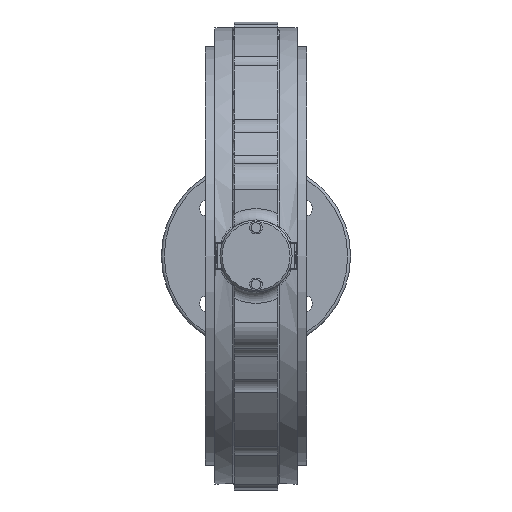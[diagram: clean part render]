
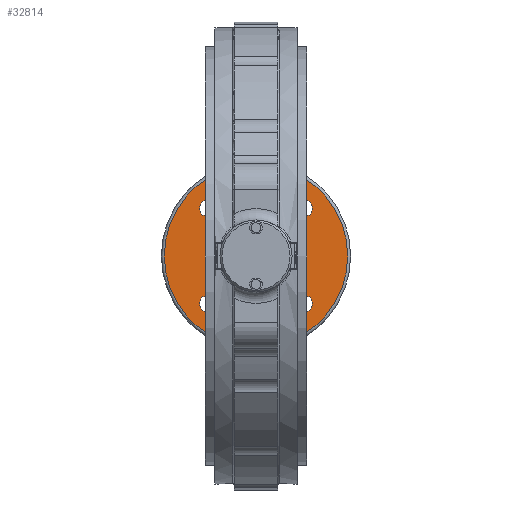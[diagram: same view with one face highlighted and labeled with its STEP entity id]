
A CAD part, front view. The second image highlights one B-rep face of the part: STEP entity #32814.
In plain terms, the highlighted planar face has unit normal (0, -1, 0).
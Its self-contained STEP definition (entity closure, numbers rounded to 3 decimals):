
#678=FACE_BOUND('',#3329,.T.);
#679=FACE_BOUND('',#3330,.T.);
#680=FACE_BOUND('',#3331,.T.);
#681=FACE_BOUND('',#3332,.T.);
#682=FACE_BOUND('',#3333,.T.);
#929=PLANE('',#34516);
#1772=FACE_OUTER_BOUND('',#3328,.T.);
#3328=EDGE_LOOP('',(#22856));
#3329=EDGE_LOOP('',(#22857));
#3330=EDGE_LOOP('',(#22858));
#3331=EDGE_LOOP('',(#22859));
#3332=EDGE_LOOP('',(#22860));
#3333=EDGE_LOOP('',(#22861));
#6922=CIRCLE('',#34517,95.5);
#6923=CIRCLE('',#34518,9.);
#6924=CIRCLE('',#34519,9.);
#6925=CIRCLE('',#34520,9.);
#6926=CIRCLE('',#34521,9.);
#6927=CIRCLE('',#34522,44.);
#13558=VERTEX_POINT('',#50823);
#13559=VERTEX_POINT('',#50825);
#13560=VERTEX_POINT('',#50827);
#13561=VERTEX_POINT('',#50829);
#13562=VERTEX_POINT('',#50831);
#13563=VERTEX_POINT('',#50833);
#17585=EDGE_CURVE('',#13558,#13558,#6922,.F.);
#17586=EDGE_CURVE('',#13559,#13559,#6923,.F.);
#17587=EDGE_CURVE('',#13560,#13560,#6924,.F.);
#17588=EDGE_CURVE('',#13561,#13561,#6925,.F.);
#17589=EDGE_CURVE('',#13562,#13562,#6926,.F.);
#17590=EDGE_CURVE('',#13563,#13563,#6927,.T.);
#22856=ORIENTED_EDGE('',*,*,#17585,.T.);
#22857=ORIENTED_EDGE('',*,*,#17586,.F.);
#22858=ORIENTED_EDGE('',*,*,#17587,.F.);
#22859=ORIENTED_EDGE('',*,*,#17588,.F.);
#22860=ORIENTED_EDGE('',*,*,#17589,.F.);
#22861=ORIENTED_EDGE('',*,*,#17590,.T.);
#32814=ADVANCED_FACE('',(#1772,#678,#679,#680,#681,#682),#929,.F.);
#34516=AXIS2_PLACEMENT_3D('',#50822,#36860,#36861);
#34517=AXIS2_PLACEMENT_3D('',#50824,#36862,#36863);
#34518=AXIS2_PLACEMENT_3D('',#50826,#36864,#36865);
#34519=AXIS2_PLACEMENT_3D('',#50828,#36866,#36867);
#34520=AXIS2_PLACEMENT_3D('',#50830,#36868,#36869);
#34521=AXIS2_PLACEMENT_3D('',#50832,#36870,#36871);
#34522=AXIS2_PLACEMENT_3D('',#50834,#36872,#36873);
#36860=DIRECTION('center_axis',(0.,1.,0.));
#36861=DIRECTION('ref_axis',(0.,0.,1.));
#36862=DIRECTION('center_axis',(0.,1.,0.));
#36863=DIRECTION('ref_axis',(0.,0.,1.));
#36864=DIRECTION('center_axis',(0.,1.,0.));
#36865=DIRECTION('ref_axis',(0.,0.,1.));
#36866=DIRECTION('center_axis',(0.,1.,0.));
#36867=DIRECTION('ref_axis',(0.,0.,1.));
#36868=DIRECTION('center_axis',(0.,1.,0.));
#36869=DIRECTION('ref_axis',(0.,0.,1.));
#36870=DIRECTION('center_axis',(0.,1.,0.));
#36871=DIRECTION('ref_axis',(0.,0.,1.));
#36872=DIRECTION('center_axis',(0.,1.,0.));
#36873=DIRECTION('ref_axis',(0.,0.,1.));
#50822=CARTESIAN_POINT('Origin',(-45.652,330.301,241.));
#50823=CARTESIAN_POINT('',(-45.652,330.301,336.5));
#50824=CARTESIAN_POINT('Origin',(-45.652,330.301,241.));
#50825=CARTESIAN_POINT('',(3.845,330.301,299.497));
#50826=CARTESIAN_POINT('Origin',(3.845,330.301,290.497));
#50827=CARTESIAN_POINT('',(-95.15,330.301,299.497));
#50828=CARTESIAN_POINT('Origin',(-95.15,330.301,290.497));
#50829=CARTESIAN_POINT('',(-95.15,330.301,200.503));
#50830=CARTESIAN_POINT('Origin',(-95.15,330.301,191.503));
#50831=CARTESIAN_POINT('',(3.845,330.301,200.503));
#50832=CARTESIAN_POINT('Origin',(3.845,330.301,191.503));
#50833=CARTESIAN_POINT('',(-45.652,330.301,285.));
#50834=CARTESIAN_POINT('Origin',(-45.652,330.301,241.));
